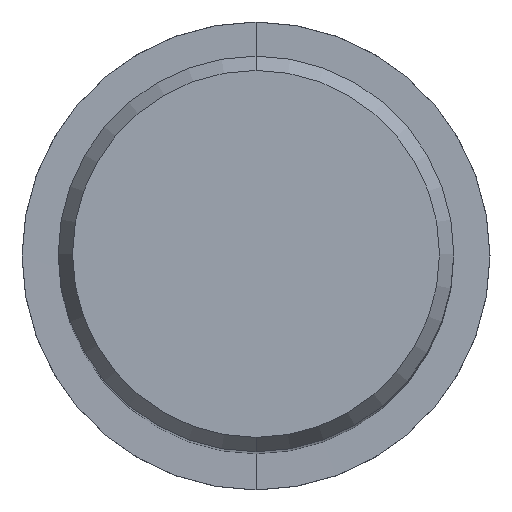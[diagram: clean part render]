
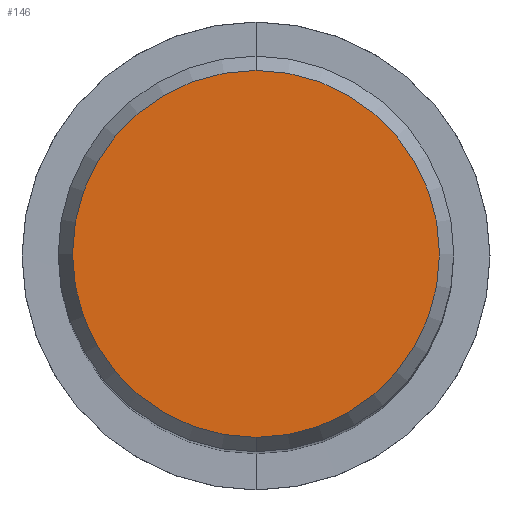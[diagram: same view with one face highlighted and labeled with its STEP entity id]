
A CAD part, top view. The second image highlights one B-rep face of the part: STEP entity #146.
In plain terms, the highlighted planar face has unit normal (0, 0, 1).
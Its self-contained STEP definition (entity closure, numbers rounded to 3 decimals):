
#104=EDGE_CURVE('',#134,#130,#218,.T.);
#130=VERTEX_POINT('',#249);
#134=VERTEX_POINT('',#253);
#140=EDGE_CURVE('',#130,#134,#260,.T.);
#146=ADVANCED_FACE('',(#266),#267,.T.);
#218=CIRCLE('',#349,8.837);
#249=CARTESIAN_POINT('',(0.0,8.837,0.01));
#253=CARTESIAN_POINT('',(0.,-8.837,0.01));
#260=CIRCLE('',#400,8.837);
#266=FACE_OUTER_BOUND('',#408,.T.);
#267=PLANE('',#409);
#349=AXIS2_PLACEMENT_3D('',#466,#467,#468);
#400=AXIS2_PLACEMENT_3D('',#519,#520,#521);
#408=EDGE_LOOP('',(#524,#525));
#409=AXIS2_PLACEMENT_3D('',#526,#527,#528);
#466=CARTESIAN_POINT('',(0.0,0.0,0.01));
#467=DIRECTION('',(0.0,0.0,-1.0));
#468=DIRECTION('',(0.0,1.0,0.0));
#519=CARTESIAN_POINT('',(0.0,0.0,0.01));
#520=DIRECTION('',(0.0,0.0,-1.0));
#521=DIRECTION('',(0.0,1.0,0.0));
#524=ORIENTED_EDGE('',*,*,#140,.F.);
#525=ORIENTED_EDGE('',*,*,#104,.F.);
#526=CARTESIAN_POINT('',(0.0,4.419,0.01));
#527=DIRECTION('',(-0.0,0.0,1.0));
#528=DIRECTION('',(0.0,-1.0,0.0));
